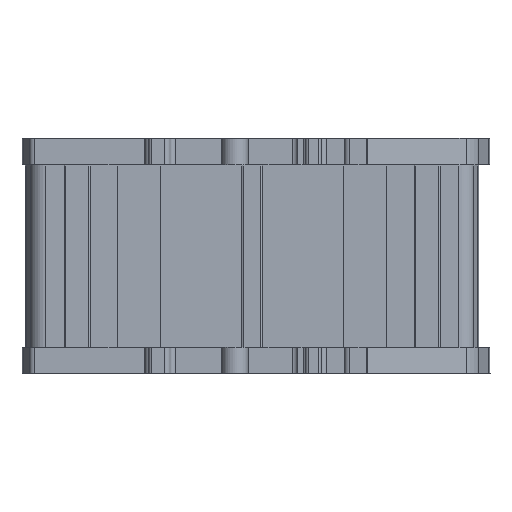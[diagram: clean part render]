
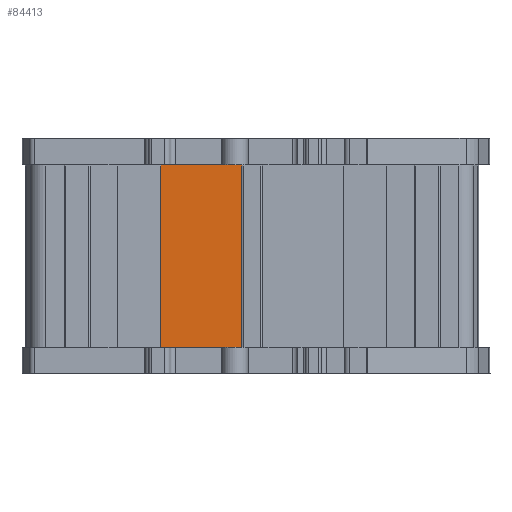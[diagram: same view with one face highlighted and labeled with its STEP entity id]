
A CAD part, front view. The second image highlights one B-rep face of the part: STEP entity #84413.
In plain terms, the highlighted planar face has unit normal (0, -1, 0).
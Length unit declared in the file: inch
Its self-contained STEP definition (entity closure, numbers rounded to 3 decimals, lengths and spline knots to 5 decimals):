
#4983 = CARTESIAN_POINT ( 'NONE',  ( -1.68775, -1.38673, 0.26801 ) ) ;
#5242 = EDGE_CURVE ( 'NONE', #92530, #33957, #85454, .T. ) ;
#7851 = ORIENTED_EDGE ( 'NONE', *, *, #5242, .T. ) ;
#9689 = AXIS2_PLACEMENT_3D ( 'NONE', #65299, #20382, #72799 ) ;
#12386 = CARTESIAN_POINT ( 'NONE',  ( -1.68775, -1.38673, -1.25199 ) ) ;
#19224 = DIRECTION ( 'NONE',  ( 0., 0., 1. ) ) ;
#20382 = DIRECTION ( 'NONE',  ( 0., -1., 0. ) ) ;
#25614 = VECTOR ( 'NONE', #54537, 39.37008 ) ;
#26232 = VERTEX_POINT ( 'NONE', #12386 ) ;
#27708 = CARTESIAN_POINT ( 'NONE',  ( -2.33933, -1.38673, 0.26801 ) ) ;
#30276 = CARTESIAN_POINT ( 'NONE',  ( -1.68775, -1.38673, 0.26801 ) ) ;
#30299 = LINE ( 'NONE', #30276, #45564 ) ;
#30682 = LINE ( 'NONE', #85389, #48312 ) ;
#32531 = CARTESIAN_POINT ( 'NONE',  ( -2.33933, -1.38673, -1.25199 ) ) ;
#33171 = VECTOR ( 'NONE', #19224, 39.37008 ) ;
#33898 = CARTESIAN_POINT ( 'NONE',  ( -1.68775, -1.38673, -1.25199 ) ) ;
#33957 = VERTEX_POINT ( 'NONE', #53166 ) ;
#35047 = PLANE ( 'NONE',  #9689 ) ;
#35211 = ORIENTED_EDGE ( 'NONE', *, *, #42145, .T. ) ;
#37079 = EDGE_CURVE ( 'NONE', #26232, #62344, #90738, .T. ) ;
#42145 = EDGE_CURVE ( 'NONE', #62344, #92530, #30299, .T. ) ;
#45564 = VECTOR ( 'NONE', #60468, 39.37008 ) ;
#46059 = ORIENTED_EDGE ( 'NONE', *, *, #37079, .T. ) ;
#48009 = DIRECTION ( 'NONE',  ( -1., 0., 0. ) ) ;
#48312 = VECTOR ( 'NONE', #48009, 39.37008 ) ;
#49541 = EDGE_CURVE ( 'NONE', #26232, #33957, #30682, .T. ) ;
#53166 = CARTESIAN_POINT ( 'NONE',  ( -2.33933, -1.38673, -1.25199 ) ) ;
#54537 = DIRECTION ( 'NONE',  ( 0., 0., -1. ) ) ;
#57836 = FACE_OUTER_BOUND ( 'NONE', #71349, .T. ) ;
#60468 = DIRECTION ( 'NONE',  ( -1., 0., 0. ) ) ;
#62344 = VERTEX_POINT ( 'NONE', #4983 ) ;
#65299 = CARTESIAN_POINT ( 'NONE',  ( -1.68775, -1.38673, -1.25199 ) ) ;
#71349 = EDGE_LOOP ( 'NONE', ( #88913, #46059, #35211, #7851 ) ) ;
#72799 = DIRECTION ( 'NONE',  ( 0., 0., -1. ) ) ;
#84413 = ADVANCED_FACE ( 'NONE', ( #57836 ), #35047, .T. ) ;
#85389 = CARTESIAN_POINT ( 'NONE',  ( 0.05831, -1.38673, -1.25199 ) ) ;
#85454 = LINE ( 'NONE', #32531, #25614 ) ;
#88913 = ORIENTED_EDGE ( 'NONE', *, *, #49541, .F. ) ;
#90738 = LINE ( 'NONE', #33898, #33171 ) ;
#92530 = VERTEX_POINT ( 'NONE', #27708 ) ;
